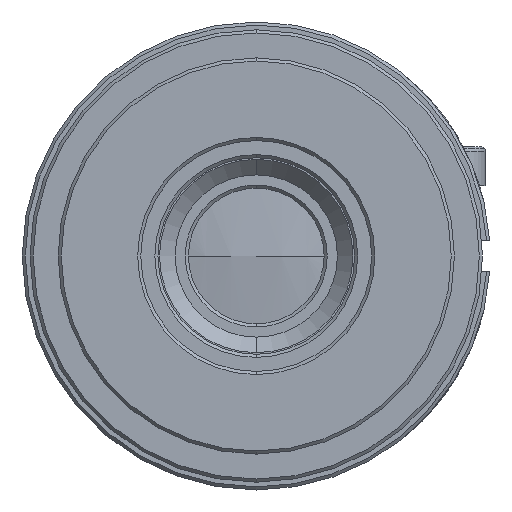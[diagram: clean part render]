
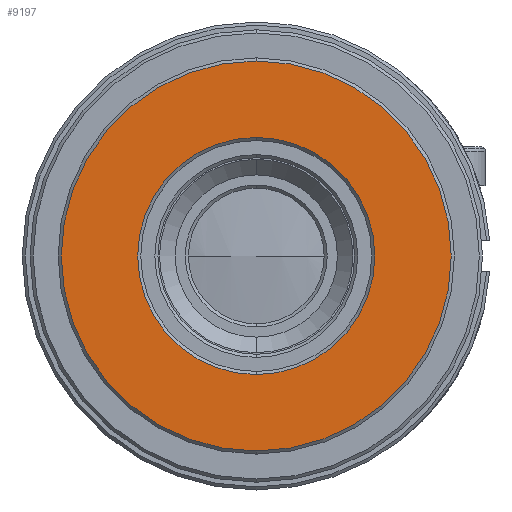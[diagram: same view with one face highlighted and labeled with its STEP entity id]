
A CAD part, front view. The second image highlights one B-rep face of the part: STEP entity #9197.
In plain terms, the highlighted planar face has unit normal (0, -1, 0).
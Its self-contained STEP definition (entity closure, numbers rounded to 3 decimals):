
#8262=CARTESIAN_POINT('',(0.,-4.,0.));
#8263=DIRECTION('',(0.,1.,0.));
#8264=DIRECTION('',(0.,0.,-1.));
#8265=AXIS2_PLACEMENT_3D('',#8262,#8263,#8264);
#8267=CARTESIAN_POINT('',(0.,-4.,0.));
#8268=DIRECTION('',(0.,1.,0.));
#8269=DIRECTION('',(0.,0.,1.));
#8270=AXIS2_PLACEMENT_3D('',#8267,#8268,#8269);
#8272=CARTESIAN_POINT('',(0.,-4.,0.));
#8273=DIRECTION('',(0.,-1.,0.));
#8274=DIRECTION('',(0.,0.,-1.));
#8275=AXIS2_PLACEMENT_3D('',#8272,#8273,#8274);
#8277=CARTESIAN_POINT('',(0.,-4.,0.));
#8278=DIRECTION('',(0.,-1.,0.));
#8279=DIRECTION('',(0.,0.,1.));
#8280=AXIS2_PLACEMENT_3D('',#8277,#8278,#8279);
#8513=CARTESIAN_POINT('',(0.,-4.,12.5));
#8514=VERTEX_POINT('',#8513);
#8515=CARTESIAN_POINT('',(0.,-4.,-12.5));
#8516=VERTEX_POINT('',#8515);
#8517=CARTESIAN_POINT('',(0.,-4.,-7.6));
#8518=CARTESIAN_POINT('',(0.,-4.,7.6));
#8519=VERTEX_POINT('',#8517);
#8520=VERTEX_POINT('',#8518);
#9182=CARTESIAN_POINT('',(0.,-4.,0.));
#9183=DIRECTION('',(0.,1.,0.));
#9184=DIRECTION('',(0.,0.,-1.));
#9185=AXIS2_PLACEMENT_3D('',#9182,#9183,#9184);
#9186=PLANE('',#9185);
#9187=ORIENTED_EDGE('',*,*,#9175,.T.);
#9188=ORIENTED_EDGE('',*,*,#9164,.T.);
#9189=EDGE_LOOP('',(#9187,#9188));
#9190=FACE_OUTER_BOUND('',#9189,.F.);
#9192=ORIENTED_EDGE('',*,*,#9191,.T.);
#9194=ORIENTED_EDGE('',*,*,#9193,.T.);
#9195=EDGE_LOOP('',(#9192,#9194));
#9196=FACE_BOUND('',#9195,.F.);
#9197=ADVANCED_FACE('',(#9190,#9196),#9186,.F.);
#8266=CIRCLE('',#8265,12.5);
#8271=CIRCLE('',#8270,12.5);
#8276=CIRCLE('',#8275,7.6);
#8281=CIRCLE('',#8280,7.6);
#9164=EDGE_CURVE('',#8514,#8516,#8271,.T.);
#9175=EDGE_CURVE('',#8516,#8514,#8266,.T.);
#9191=EDGE_CURVE('',#8519,#8520,#8276,.T.);
#9193=EDGE_CURVE('',#8520,#8519,#8281,.T.);
